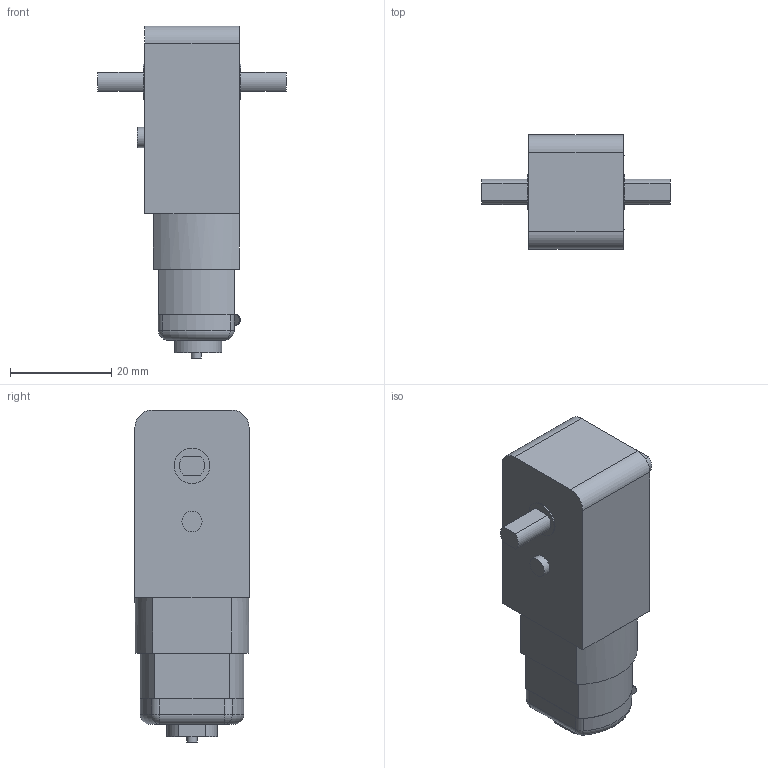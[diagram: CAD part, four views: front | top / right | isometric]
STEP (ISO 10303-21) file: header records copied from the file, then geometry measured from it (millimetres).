
FILE_DESCRIPTION(/* description */ (''),/* implementation_level */ '2;1');
FILE_NAME(/* name */ 'Arduino Gear Motor.stp',/* time_stamp */ '2018-07-22T14:45:22-06:00',/* author */ ('silli'),/* organization */ (''),/* preprocessor_version */ 'ST-DEVELOPER v17.2',/* originating_system */ 'Autodesk Inventor 2020',/* authorisation */ '');
FILE_SCHEMA (('AUTOMOTIVE_DESIGN { 1 0 10303 214 3 1 1 }'));
Length unit declared in the file: millimetre
Products named in the file (1): Arduino Gear Motor
Bounding box: 37.2 x 22.5 x 65.5 mm (x, y, z)
Volume: 23679.4 mm3; surface area: 6415.2 mm2
Topology: 4 solids, 4 shells, 69 faces, 148 edges, 94 vertices
Faces by surface type: plane 38, cylinder 25, sphere 4, torus 2
Full cylindrical faces by diameter (mm): 2 x1, 4 x1, 7 x2
Entity records: 1978 total; most frequent: DIRECTION 346, CARTESIAN_POINT 312, ORIENTED_EDGE 296, EDGE_CURVE 148, AXIS2_PLACEMENT_3D 128, VERTEX_POINT 94, LINE 90, VECTOR 90
